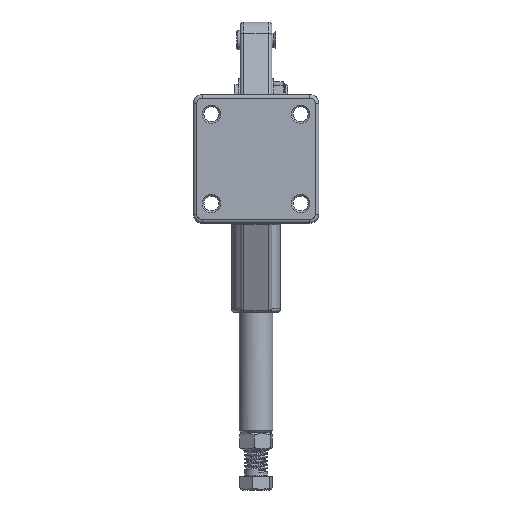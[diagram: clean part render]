
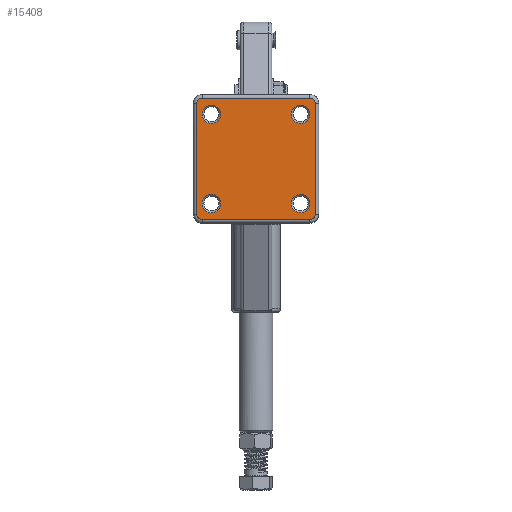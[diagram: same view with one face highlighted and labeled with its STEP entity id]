
A CAD part, front view. The second image highlights one B-rep face of the part: STEP entity #15408.
In plain terms, the highlighted planar face has unit normal (0, -1, 0).
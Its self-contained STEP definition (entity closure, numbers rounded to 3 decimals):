
#160 = DIRECTION ( 'NONE',  ( 0., 1., 0. ) ) ;
#251 = DIRECTION ( 'NONE',  ( 0., 0., -1. ) ) ;
#381 = CARTESIAN_POINT ( 'NONE',  ( 25.4, 0., 62. ) ) ;
#786 = VERTEX_POINT ( 'NONE', #57018 ) ;
#1596 = CARTESIAN_POINT ( 'NONE',  ( -25.4, 0., 62. ) ) ;
#1869 = ORIENTED_EDGE ( 'NONE', *, *, #20526, .T. ) ;
#2837 = CIRCLE ( 'NONE', #38506, 3. ) ;
#3007 = DIRECTION ( 'NONE',  ( 0., 1., 0. ) ) ;
#3099 = VERTEX_POINT ( 'NONE', #24840 ) ;
#3666 = VECTOR ( 'NONE', #35941, 1000. ) ;
#3735 = CARTESIAN_POINT ( 'NONE',  ( -25.4, 0., 16.45 ) ) ;
#5681 = DIRECTION ( 'NONE',  ( 0., 0., 1. ) ) ;
#5775 = FACE_BOUND ( 'NONE', #16678, .T. ) ;
#6921 = DIRECTION ( 'NONE',  ( 0., 0., 1. ) ) ;
#7628 = EDGE_CURVE ( 'NONE', #27277, #31241, #65050, .T. ) ;
#7813 = CARTESIAN_POINT ( 'NONE',  ( -25.4, 0., 56.75 ) ) ;
#8885 = CARTESIAN_POINT ( 'NONE',  ( -25.4, 0., 11.2 ) ) ;
#9575 = CARTESIAN_POINT ( 'NONE',  ( 33.7, 0., 73.2 ) ) ;
#10034 = VERTEX_POINT ( 'NONE', #11252 ) ;
#11252 = CARTESIAN_POINT ( 'NONE',  ( -33.7, 0., 5. ) ) ;
#11857 = DIRECTION ( 'NONE',  ( 0., -1., 0. ) ) ;
#11947 = CARTESIAN_POINT ( 'NONE',  ( -33.7, 0., 68.2 ) ) ;
#13819 = DIRECTION ( 'NONE',  ( -1., 0., 0. ) ) ;
#14234 = DIRECTION ( 'NONE',  ( 0., 0., 1. ) ) ;
#14539 = CARTESIAN_POINT ( 'NONE',  ( 25.4, 0., 16.45 ) ) ;
#14738 = CARTESIAN_POINT ( 'NONE',  ( 30.7, 0., 68.2 ) ) ;
#14879 = ORIENTED_EDGE ( 'NONE', *, *, #66162, .T. ) ;
#15191 = VERTEX_POINT ( 'NONE', #11947 ) ;
#15408 = ADVANCED_FACE ( 'NONE', ( #5775, #32296, #60413, #46378, #18214 ), #56515, .F. ) ;
#15445 = VERTEX_POINT ( 'NONE', #3735 ) ;
#15529 = AXIS2_PLACEMENT_3D ( 'NONE', #8885, #45915, #14234 ) ;
#16262 = CARTESIAN_POINT ( 'NONE',  ( 25.4, 0., 67.25 ) ) ;
#16678 = EDGE_LOOP ( 'NONE', ( #19194, #47299 ) ) ;
#17052 = VERTEX_POINT ( 'NONE', #39724 ) ;
#17183 = CARTESIAN_POINT ( 'NONE',  ( -30.7, 0., 68.2 ) ) ;
#17700 = AXIS2_PLACEMENT_3D ( 'NONE', #34726, #3007, #40024 ) ;
#18214 = FACE_OUTER_BOUND ( 'NONE', #50279, .T. ) ;
#18559 = CIRCLE ( 'NONE', #17700, 5.25 ) ;
#19194 = ORIENTED_EDGE ( 'NONE', *, *, #23716, .T. ) ;
#19300 = CARTESIAN_POINT ( 'NONE',  ( -35.7, 0., 73.2 ) ) ;
#20029 = DIRECTION ( 'NONE',  ( 0., 0., 1. ) ) ;
#20077 = EDGE_LOOP ( 'NONE', ( #41640, #14879 ) ) ;
#20149 = CARTESIAN_POINT ( 'NONE',  ( 25.4, 0., 11.2 ) ) ;
#20526 = EDGE_CURVE ( 'NONE', #15445, #17052, #18559, .T. ) ;
#20882 = AXIS2_PLACEMENT_3D ( 'NONE', #19300, #67095, #35462 ) ;
#21257 = EDGE_CURVE ( 'NONE', #51410, #43834, #58337, .T. ) ;
#21526 = CARTESIAN_POINT ( 'NONE',  ( 33.7, 0., 5. ) ) ;
#21545 = EDGE_CURVE ( 'NONE', #31241, #15191, #51693, .T. ) ;
#22197 = ORIENTED_EDGE ( 'NONE', *, *, #24742, .T. ) ;
#22479 = DIRECTION ( 'NONE',  ( 0., 0., 1. ) ) ;
#22840 = CIRCLE ( 'NONE', #62783, 5.25 ) ;
#23320 = EDGE_CURVE ( 'NONE', #28760, #53617, #25109, .T. ) ;
#23667 = CARTESIAN_POINT ( 'NONE',  ( 25.4, 0., 11.2 ) ) ;
#23716 = EDGE_CURVE ( 'NONE', #3099, #35347, #25925, .T. ) ;
#23755 = ORIENTED_EDGE ( 'NONE', *, *, #32505, .T. ) ;
#24742 = EDGE_CURVE ( 'NONE', #15191, #10034, #53174, .T. ) ;
#24840 = CARTESIAN_POINT ( 'NONE',  ( 25.4, 0., 56.75 ) ) ;
#25109 = CIRCLE ( 'NONE', #37773, 5.25 ) ;
#25424 = DIRECTION ( 'NONE',  ( 0., 0., 1. ) ) ;
#25925 = CIRCLE ( 'NONE', #50644, 5.25 ) ;
#26108 = CARTESIAN_POINT ( 'NONE',  ( 30.7, 0., 2. ) ) ;
#26383 = EDGE_LOOP ( 'NONE', ( #53437, #38391 ) ) ;
#26634 = CARTESIAN_POINT ( 'NONE',  ( -33.7, 0., 73.2 ) ) ;
#27277 = VERTEX_POINT ( 'NONE', #50708 ) ;
#28668 = DIRECTION ( 'NONE',  ( 0., -1., 0. ) ) ;
#28760 = VERTEX_POINT ( 'NONE', #7813 ) ;
#29020 = DIRECTION ( 'NONE',  ( 0., 0., 1. ) ) ;
#30059 = DIRECTION ( 'NONE',  ( 0., 1., 0. ) ) ;
#30145 = VERTEX_POINT ( 'NONE', #62383 ) ;
#30931 = LINE ( 'NONE', #26108, #57418 ) ;
#31241 = VERTEX_POINT ( 'NONE', #38045 ) ;
#31865 = CARTESIAN_POINT ( 'NONE',  ( 25.4, 0., 62. ) ) ;
#32296 = FACE_BOUND ( 'NONE', #20077, .T. ) ;
#32505 = EDGE_CURVE ( 'NONE', #10034, #58931, #61927, .T. ) ;
#33495 = CARTESIAN_POINT ( 'NONE',  ( -25.4, 0., 67.25 ) ) ;
#34058 = CIRCLE ( 'NONE', #64887, 5.25 ) ;
#34387 = EDGE_CURVE ( 'NONE', #53617, #28760, #22840, .T. ) ;
#34726 = CARTESIAN_POINT ( 'NONE',  ( -25.4, 0., 11.2 ) ) ;
#35347 = VERTEX_POINT ( 'NONE', #16262 ) ;
#35462 = DIRECTION ( 'NONE',  ( 0., 0., 1. ) ) ;
#35831 = CARTESIAN_POINT ( 'NONE',  ( 33.7, 0., 68.2 ) ) ;
#35941 = DIRECTION ( 'NONE',  ( 0., 0., 1. ) ) ;
#36125 = CARTESIAN_POINT ( 'NONE',  ( -30.7, 0., 2. ) ) ;
#37193 = DIRECTION ( 'NONE',  ( 0., 0., 1. ) ) ;
#37408 = DIRECTION ( 'NONE',  ( 0., 1., 0. ) ) ;
#37773 = AXIS2_PLACEMENT_3D ( 'NONE', #1596, #38628, #6921 ) ;
#38045 = CARTESIAN_POINT ( 'NONE',  ( -30.7, 0., 71.2 ) ) ;
#38391 = ORIENTED_EDGE ( 'NONE', *, *, #34387, .T. ) ;
#38506 = AXIS2_PLACEMENT_3D ( 'NONE', #14738, #51722, #20029 ) ;
#38628 = DIRECTION ( 'NONE',  ( 0., 1., 0. ) ) ;
#38975 = VERTEX_POINT ( 'NONE', #14539 ) ;
#39724 = CARTESIAN_POINT ( 'NONE',  ( -25.4, 0., 5.95 ) ) ;
#39955 = CIRCLE ( 'NONE', #15529, 5.25 ) ;
#40024 = DIRECTION ( 'NONE',  ( 0., 0., 1. ) ) ;
#40732 = CIRCLE ( 'NONE', #42383, 5.25 ) ;
#41640 = ORIENTED_EDGE ( 'NONE', *, *, #68385, .T. ) ;
#42124 = AXIS2_PLACEMENT_3D ( 'NONE', #17183, #54172, #22479 ) ;
#42383 = AXIS2_PLACEMENT_3D ( 'NONE', #381, #37408, #5681 ) ;
#43544 = CARTESIAN_POINT ( 'NONE',  ( -30.7, 0., 5. ) ) ;
#43834 = VERTEX_POINT ( 'NONE', #35831 ) ;
#45799 = EDGE_CURVE ( 'NONE', #43834, #27277, #2837, .T. ) ;
#45915 = DIRECTION ( 'NONE',  ( 0., 1., 0. ) ) ;
#46378 = FACE_BOUND ( 'NONE', #26383, .T. ) ;
#46398 = EDGE_CURVE ( 'NONE', #58931, #786, #30931, .T. ) ;
#47230 = EDGE_CURVE ( 'NONE', #17052, #15445, #39955, .T. ) ;
#47299 = ORIENTED_EDGE ( 'NONE', *, *, #52323, .T. ) ;
#47440 = DIRECTION ( 'NONE',  ( 1., 0., 0. ) ) ;
#47650 = EDGE_LOOP ( 'NONE', ( #56774, #1869 ) ) ;
#47745 = CIRCLE ( 'NONE', #54706, 3. ) ;
#48847 = AXIS2_PLACEMENT_3D ( 'NONE', #43544, #11857, #48853 ) ;
#48853 = DIRECTION ( 'NONE',  ( 0., 0., 1. ) ) ;
#50279 = EDGE_LOOP ( 'NONE', ( #57203, #59272, #22197, #23755, #54106, #58891, #66225, #62259 ) ) ;
#50644 = AXIS2_PLACEMENT_3D ( 'NONE', #31865, #160, #37193 ) ;
#50708 = CARTESIAN_POINT ( 'NONE',  ( 30.7, 0., 71.2 ) ) ;
#50862 = AXIS2_PLACEMENT_3D ( 'NONE', #20149, #57149, #25424 ) ;
#51040 = VECTOR ( 'NONE', #13819, 1000. ) ;
#51410 = VERTEX_POINT ( 'NONE', #21526 ) ;
#51693 = CIRCLE ( 'NONE', #42124, 3. ) ;
#51722 = DIRECTION ( 'NONE',  ( 0., -1., 0. ) ) ;
#52323 = EDGE_CURVE ( 'NONE', #35347, #3099, #40732, .T. ) ;
#53174 = LINE ( 'NONE', #26634, #65534 ) ;
#53437 = ORIENTED_EDGE ( 'NONE', *, *, #23320, .T. ) ;
#53617 = VERTEX_POINT ( 'NONE', #33495 ) ;
#53727 = CIRCLE ( 'NONE', #50862, 5.25 ) ;
#54106 = ORIENTED_EDGE ( 'NONE', *, *, #46398, .T. ) ;
#54172 = DIRECTION ( 'NONE',  ( 0., -1., 0. ) ) ;
#54706 = AXIS2_PLACEMENT_3D ( 'NONE', #60372, #28668, #65662 ) ;
#56515 = PLANE ( 'NONE',  #20882 ) ;
#56774 = ORIENTED_EDGE ( 'NONE', *, *, #47230, .T. ) ;
#57018 = CARTESIAN_POINT ( 'NONE',  ( 30.7, 0., 2. ) ) ;
#57149 = DIRECTION ( 'NONE',  ( 0., 1., 0. ) ) ;
#57203 = ORIENTED_EDGE ( 'NONE', *, *, #7628, .T. ) ;
#57418 = VECTOR ( 'NONE', #47440, 1000. ) ;
#58337 = LINE ( 'NONE', #9575, #3666 ) ;
#58891 = ORIENTED_EDGE ( 'NONE', *, *, #61855, .T. ) ;
#58931 = VERTEX_POINT ( 'NONE', #36125 ) ;
#59272 = ORIENTED_EDGE ( 'NONE', *, *, #21545, .T. ) ;
#60372 = CARTESIAN_POINT ( 'NONE',  ( 30.7, 0., 5. ) ) ;
#60413 = FACE_BOUND ( 'NONE', #47650, .T. ) ;
#60715 = DIRECTION ( 'NONE',  ( 0., 1., 0. ) ) ;
#61437 = CARTESIAN_POINT ( 'NONE',  ( -35.7, 0., 71.2 ) ) ;
#61735 = CARTESIAN_POINT ( 'NONE',  ( -25.4, 0., 62. ) ) ;
#61855 = EDGE_CURVE ( 'NONE', #786, #51410, #47745, .T. ) ;
#61927 = CIRCLE ( 'NONE', #48847, 3. ) ;
#62259 = ORIENTED_EDGE ( 'NONE', *, *, #45799, .T. ) ;
#62383 = CARTESIAN_POINT ( 'NONE',  ( 25.4, 0., 5.95 ) ) ;
#62783 = AXIS2_PLACEMENT_3D ( 'NONE', #61735, #30059, #67027 ) ;
#64887 = AXIS2_PLACEMENT_3D ( 'NONE', #23667, #60715, #29020 ) ;
#65050 = LINE ( 'NONE', #61437, #51040 ) ;
#65534 = VECTOR ( 'NONE', #251, 1000. ) ;
#65662 = DIRECTION ( 'NONE',  ( 0., 0., 1. ) ) ;
#66162 = EDGE_CURVE ( 'NONE', #38975, #30145, #34058, .T. ) ;
#66225 = ORIENTED_EDGE ( 'NONE', *, *, #21257, .T. ) ;
#67027 = DIRECTION ( 'NONE',  ( 0., 0., 1. ) ) ;
#67095 = DIRECTION ( 'NONE',  ( 0., 1., 0. ) ) ;
#68385 = EDGE_CURVE ( 'NONE', #30145, #38975, #53727, .T. ) ;
